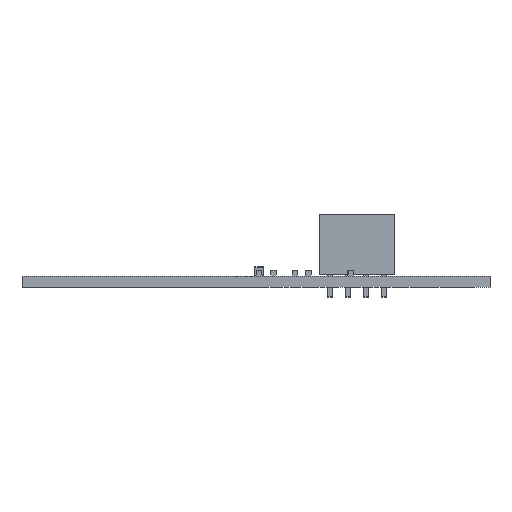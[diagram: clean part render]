
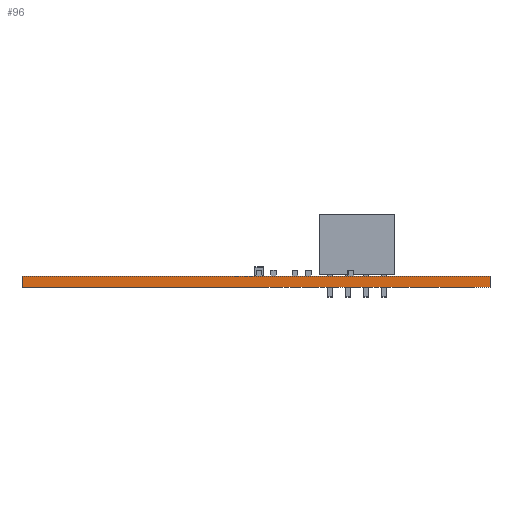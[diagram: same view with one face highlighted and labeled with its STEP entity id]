
A CAD part, front view. The second image highlights one B-rep face of the part: STEP entity #96.
In plain terms, the highlighted planar face has unit normal (0, -1, 0).
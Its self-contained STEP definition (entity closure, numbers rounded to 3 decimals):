
#60 = EDGE_CURVE('',#61,#63,#65,.T.);
#61 = VERTEX_POINT('',#62);
#62 = CARTESIAN_POINT('',(68.72,-46.088,0.));
#63 = VERTEX_POINT('',#64);
#64 = CARTESIAN_POINT('',(68.72,-46.088,1.6
    ));
#65 = LINE('',#66,#67);
#66 = CARTESIAN_POINT('',(68.72,-46.088,0.));
#67 = VECTOR('',#68,1.);
#68 = DIRECTION('',(0.,0.,1.));
#96 = ADVANCED_FACE('',(#97),#122,.T.);
#97 = FACE_BOUND('',#98,.T.);
#98 = EDGE_LOOP('',(#99,#109,#115,#116));
#99 = ORIENTED_EDGE('',*,*,#100,.T.);
#100 = EDGE_CURVE('',#101,#103,#105,.T.);
#101 = VERTEX_POINT('',#102);
#102 = CARTESIAN_POINT('',(134.862,-46.088,0.));
#103 = VERTEX_POINT('',#104);
#104 = CARTESIAN_POINT('',(134.862,-46.088,
    1.6));
#105 = LINE('',#106,#107);
#106 = CARTESIAN_POINT('',(134.862,-46.088,0.));
#107 = VECTOR('',#108,1.);
#108 = DIRECTION('',(0.,0.,1.));
#109 = ORIENTED_EDGE('',*,*,#110,.T.);
#110 = EDGE_CURVE('',#103,#63,#111,.T.);
#111 = LINE('',#112,#113);
#112 = CARTESIAN_POINT('',(134.862,-46.088,
    1.6));
#113 = VECTOR('',#114,1.);
#114 = DIRECTION('',(-1.,0.,0.));
#115 = ORIENTED_EDGE('',*,*,#60,.F.);
#116 = ORIENTED_EDGE('',*,*,#117,.F.);
#117 = EDGE_CURVE('',#101,#61,#118,.T.);
#118 = LINE('',#119,#120);
#119 = CARTESIAN_POINT('',(134.862,-46.088,0.));
#120 = VECTOR('',#121,1.);
#121 = DIRECTION('',(-1.,0.,0.));
#122 = PLANE('',#123);
#123 = AXIS2_PLACEMENT_3D('',#124,#125,#126);
#124 = CARTESIAN_POINT('',(134.862,-46.088,0.));
#125 = DIRECTION('',(0.,-1.,0.));
#126 = DIRECTION('',(-1.,0.,0.));
